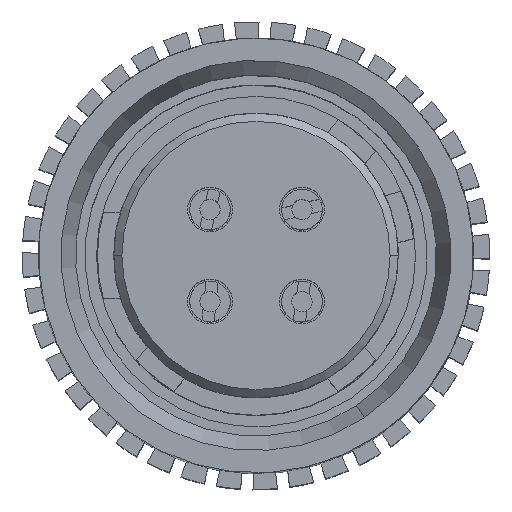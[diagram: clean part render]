
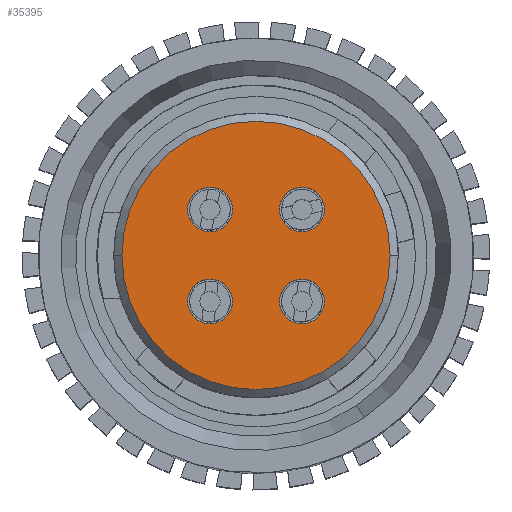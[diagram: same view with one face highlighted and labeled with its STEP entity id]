
A CAD part, top view. The second image highlights one B-rep face of the part: STEP entity #35395.
In plain terms, the highlighted planar face has unit normal (0, 0, 1).
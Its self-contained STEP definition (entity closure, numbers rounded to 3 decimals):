
#1089 = DIRECTION ( 'NONE',  ( 0., 1., 0. ) ) ;
#2565 = CARTESIAN_POINT ( 'NONE',  ( -1.131, 0.581, 0. ) ) ;
#2946 = DIRECTION ( 'NONE',  ( -1., 0., 0. ) ) ;
#2966 = VERTEX_POINT ( 'NONE', #36469 ) ;
#3302 = VERTEX_POINT ( 'NONE', #10210 ) ;
#3481 = CIRCLE ( 'NONE', #10398, 0.55 ) ;
#3594 = EDGE_LOOP ( 'NONE', ( #10833, #32538 ) ) ;
#4030 = AXIS2_PLACEMENT_3D ( 'NONE', #48574, #20165, #35844 ) ;
#4556 = DIRECTION ( 'NONE',  ( 0., 0., 1. ) ) ;
#5374 = CARTESIAN_POINT ( 'NONE',  ( 1.131, 1.131, 0. ) ) ;
#6319 = DIRECTION ( 'NONE',  ( -1., 0., 0. ) ) ;
#6794 = CARTESIAN_POINT ( 'NONE',  ( -3.3, 0., 0. ) ) ;
#6852 = DIRECTION ( 'NONE',  ( 0., 1., 0. ) ) ;
#6932 = PLANE ( 'NONE',  #17423 ) ;
#7022 = CIRCLE ( 'NONE', #51025, 0.55 ) ;
#7168 = EDGE_CURVE ( 'NONE', #26480, #35271, #14390, .T. ) ;
#7709 = ORIENTED_EDGE ( 'NONE', *, *, #23596, .F. ) ;
#8472 = ORIENTED_EDGE ( 'NONE', *, *, #34897, .F. ) ;
#9978 = VERTEX_POINT ( 'NONE', #10306 ) ;
#10169 = FACE_BOUND ( 'NONE', #19837, .T. ) ;
#10210 = CARTESIAN_POINT ( 'NONE',  ( 3.3, 0., 0. ) ) ;
#10306 = CARTESIAN_POINT ( 'NONE',  ( 1.131, -0.581, 0. ) ) ;
#10398 = AXIS2_PLACEMENT_3D ( 'NONE', #5374, #42911, #1089 ) ;
#10709 = EDGE_LOOP ( 'NONE', ( #22098, #35706 ) ) ;
#10833 = ORIENTED_EDGE ( 'NONE', *, *, #27571, .F. ) ;
#10973 = EDGE_LOOP ( 'NONE', ( #7709, #33066 ) ) ;
#11002 = DIRECTION ( 'NONE',  ( 0., 1., 0. ) ) ;
#11178 = EDGE_CURVE ( 'NONE', #45779, #3302, #35149, .T. ) ;
#11606 = ORIENTED_EDGE ( 'NONE', *, *, #11178, .F. ) ;
#11661 = DIRECTION ( 'NONE',  ( 0., 1., 0. ) ) ;
#12279 = CIRCLE ( 'NONE', #42456, 0.55 ) ;
#12691 = CIRCLE ( 'NONE', #43723, 0.55 ) ;
#13224 = EDGE_CURVE ( 'NONE', #2966, #22896, #12691, .T. ) ;
#14187 = VERTEX_POINT ( 'NONE', #38208 ) ;
#14390 = CIRCLE ( 'NONE', #20423, 0.55 ) ;
#14563 = DIRECTION ( 'NONE',  ( 0., 1., 0. ) ) ;
#15067 = CIRCLE ( 'NONE', #28886, 0.55 ) ;
#15068 = DIRECTION ( 'NONE',  ( 0., 0., 1. ) ) ;
#15102 = DIRECTION ( 'NONE',  ( 0., 0., 1. ) ) ;
#15133 = DIRECTION ( 'NONE',  ( 0., 0., 1. ) ) ;
#16286 = EDGE_CURVE ( 'NONE', #3302, #45779, #41417, .T. ) ;
#17150 = EDGE_CURVE ( 'NONE', #45770, #14187, #7022, .T. ) ;
#17423 = AXIS2_PLACEMENT_3D ( 'NONE', #47993, #18528, #48276 ) ;
#17878 = CARTESIAN_POINT ( 'NONE',  ( 1.131, 1.681, 0. ) ) ;
#18267 = FACE_BOUND ( 'NONE', #10709, .T. ) ;
#18336 = AXIS2_PLACEMENT_3D ( 'NONE', #35622, #15102, #14563 ) ;
#18528 = DIRECTION ( 'NONE',  ( 0., 0., -1. ) ) ;
#18701 = CARTESIAN_POINT ( 'NONE',  ( 0., 0., 0. ) ) ;
#18980 = VERTEX_POINT ( 'NONE', #21279 ) ;
#19365 = CARTESIAN_POINT ( 'NONE',  ( -1.131, 1.131, 0. ) ) ;
#19420 = DIRECTION ( 'NONE',  ( 0., 0., -1. ) ) ;
#19837 = EDGE_LOOP ( 'NONE', ( #34956, #8472 ) ) ;
#20165 = DIRECTION ( 'NONE',  ( 0., 0., 1. ) ) ;
#20423 = AXIS2_PLACEMENT_3D ( 'NONE', #34265, #4556, #21041 ) ;
#21041 = DIRECTION ( 'NONE',  ( 0., 1., 0. ) ) ;
#21279 = CARTESIAN_POINT ( 'NONE',  ( 1.131, -1.681, 0. ) ) ;
#22098 = ORIENTED_EDGE ( 'NONE', *, *, #52642, .F. ) ;
#22896 = VERTEX_POINT ( 'NONE', #41414 ) ;
#23596 = EDGE_CURVE ( 'NONE', #22896, #2966, #50636, .T. ) ;
#24408 = CARTESIAN_POINT ( 'NONE',  ( -1.131, -1.131, 0. ) ) ;
#24594 = DIRECTION ( 'NONE',  ( 0., 0., 1. ) ) ;
#25037 = AXIS2_PLACEMENT_3D ( 'NONE', #32941, #19420, #2946 ) ;
#26480 = VERTEX_POINT ( 'NONE', #2565 ) ;
#27571 = EDGE_CURVE ( 'NONE', #35271, #26480, #12279, .T. ) ;
#28886 = AXIS2_PLACEMENT_3D ( 'NONE', #45137, #24594, #11661 ) ;
#29210 = EDGE_CURVE ( 'NONE', #18980, #9978, #40750, .T. ) ;
#30365 = EDGE_LOOP ( 'NONE', ( #11606, #33081 ) ) ;
#30452 = CARTESIAN_POINT ( 'NONE',  ( -1.131, 1.681, 0. ) ) ;
#32538 = ORIENTED_EDGE ( 'NONE', *, *, #7168, .F. ) ;
#32941 = CARTESIAN_POINT ( 'NONE',  ( 0., 0., 0. ) ) ;
#33066 = ORIENTED_EDGE ( 'NONE', *, *, #13224, .F. ) ;
#33081 = ORIENTED_EDGE ( 'NONE', *, *, #16286, .F. ) ;
#34265 = CARTESIAN_POINT ( 'NONE',  ( -1.131, 1.131, 0. ) ) ;
#34897 = EDGE_CURVE ( 'NONE', #14187, #45770, #3481, .T. ) ;
#34956 = ORIENTED_EDGE ( 'NONE', *, *, #17150, .F. ) ;
#35149 = CIRCLE ( 'NONE', #42043, 3.3 ) ;
#35271 = VERTEX_POINT ( 'NONE', #30452 ) ;
#35395 = ADVANCED_FACE ( 'NONE', ( #51493, #10169, #18267, #39325, #43933 ), #6932, .F. ) ;
#35622 = CARTESIAN_POINT ( 'NONE',  ( 1.131, -1.131, 0. ) ) ;
#35706 = ORIENTED_EDGE ( 'NONE', *, *, #29210, .F. ) ;
#35756 = DIRECTION ( 'NONE',  ( 0., 0., 1. ) ) ;
#35844 = DIRECTION ( 'NONE',  ( 0., 1., 0. ) ) ;
#36469 = CARTESIAN_POINT ( 'NONE',  ( -1.131, -1.681, 0. ) ) ;
#38208 = CARTESIAN_POINT ( 'NONE',  ( 1.131, 0.581, 0. ) ) ;
#38717 = DIRECTION ( 'NONE',  ( 0., 0., -1. ) ) ;
#39325 = FACE_BOUND ( 'NONE', #10973, .T. ) ;
#40750 = CIRCLE ( 'NONE', #18336, 0.55 ) ;
#41414 = CARTESIAN_POINT ( 'NONE',  ( -1.131, -0.581, 0. ) ) ;
#41417 = CIRCLE ( 'NONE', #25037, 3.3 ) ;
#42043 = AXIS2_PLACEMENT_3D ( 'NONE', #18701, #38717, #6319 ) ;
#42456 = AXIS2_PLACEMENT_3D ( 'NONE', #19365, #15068, #11002 ) ;
#42911 = DIRECTION ( 'NONE',  ( 0., 0., 1. ) ) ;
#43723 = AXIS2_PLACEMENT_3D ( 'NONE', #24408, #35756, #6852 ) ;
#43933 = FACE_OUTER_BOUND ( 'NONE', #30365, .T. ) ;
#44561 = DIRECTION ( 'NONE',  ( 0., 1., 0. ) ) ;
#45137 = CARTESIAN_POINT ( 'NONE',  ( 1.131, -1.131, 0. ) ) ;
#45770 = VERTEX_POINT ( 'NONE', #17878 ) ;
#45779 = VERTEX_POINT ( 'NONE', #6794 ) ;
#47993 = CARTESIAN_POINT ( 'NONE',  ( 0., 0., 0. ) ) ;
#48276 = DIRECTION ( 'NONE',  ( 0., -1., 0. ) ) ;
#48574 = CARTESIAN_POINT ( 'NONE',  ( -1.131, -1.131, 0. ) ) ;
#50636 = CIRCLE ( 'NONE', #4030, 0.55 ) ;
#51025 = AXIS2_PLACEMENT_3D ( 'NONE', #52953, #15133, #44561 ) ;
#51493 = FACE_BOUND ( 'NONE', #3594, .T. ) ;
#52642 = EDGE_CURVE ( 'NONE', #9978, #18980, #15067, .T. ) ;
#52953 = CARTESIAN_POINT ( 'NONE',  ( 1.131, 1.131, 0. ) ) ;
